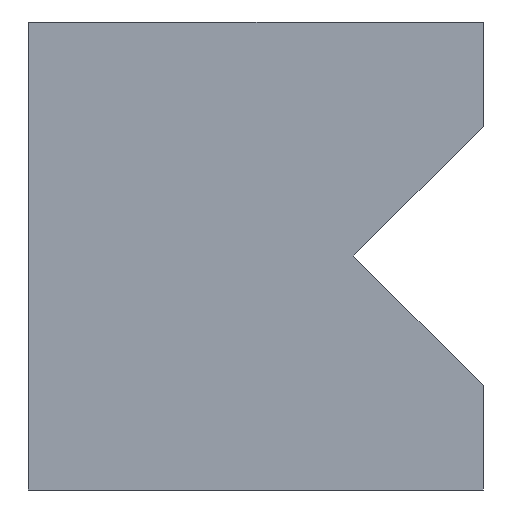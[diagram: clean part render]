
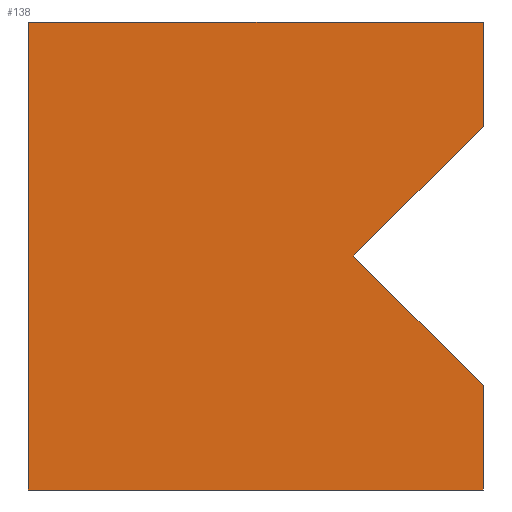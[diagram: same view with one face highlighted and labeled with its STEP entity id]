
A CAD part, left-side view. The second image highlights one B-rep face of the part: STEP entity #138.
In plain terms, the highlighted planar face has unit normal (-1, 0, 0).
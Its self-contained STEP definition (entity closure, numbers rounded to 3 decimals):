
#4 = CARTESIAN_POINT ( 'NONE',  ( -150., 17.5, 18. ) ) ;
#18 = ORIENTED_EDGE ( 'NONE', *, *, #943, .F. ) ;
#23 = VERTEX_POINT ( 'NONE', #4 ) ;
#47 = EDGE_CURVE ( 'NONE', #764, #657, #773, .T. ) ;
#50 = CARTESIAN_POINT ( 'NONE',  ( -150., -17.5, 10. ) ) ;
#60 = ORIENTED_EDGE ( 'NONE', *, *, #47, .F. ) ;
#61 = LINE ( 'NONE', #982, #397 ) ;
#78 = EDGE_CURVE ( 'NONE', #23, #461, #631, .T. ) ;
#91 = CARTESIAN_POINT ( 'NONE',  ( -150., -17.5, 18. ) ) ;
#107 = EDGE_CURVE ( 'NONE', #561, #616, #808, .T. ) ;
#114 = ORIENTED_EDGE ( 'NONE', *, *, #176, .F. ) ;
#120 = EDGE_CURVE ( 'NONE', #657, #561, #935, .T. ) ;
#125 = PLANE ( 'NONE',  #240 ) ;
#138 = ADVANCED_FACE ( 'NONE', ( #254 ), #125, .F. ) ;
#142 = VERTEX_POINT ( 'NONE', #570 ) ;
#171 = DIRECTION ( 'NONE',  ( 0., 0., -1. ) ) ;
#176 = EDGE_CURVE ( 'NONE', #23, #764, #656, .T. ) ;
#240 = AXIS2_PLACEMENT_3D ( 'NONE', #351, #735, #423 ) ;
#254 = FACE_OUTER_BOUND ( 'NONE', #361, .T. ) ;
#267 = CARTESIAN_POINT ( 'NONE',  ( -150., 17.5, -18. ) ) ;
#351 = CARTESIAN_POINT ( 'NONE',  ( -150., 0., 18. ) ) ;
#361 = EDGE_LOOP ( 'NONE', ( #18, #788, #540, #60, #114, #923, #424 ) ) ;
#397 = VECTOR ( 'NONE', #523, 1000. ) ;
#398 = VECTOR ( 'NONE', #710, 1000. ) ;
#403 = CARTESIAN_POINT ( 'NONE',  ( -150., -17.5, 18. ) ) ;
#406 = CARTESIAN_POINT ( 'NONE',  ( -150., -7.5, 0. ) ) ;
#411 = DIRECTION ( 'NONE',  ( 0., 0.707, -0.707 ) ) ;
#423 = DIRECTION ( 'NONE',  ( 0., 0., -1. ) ) ;
#424 = ORIENTED_EDGE ( 'NONE', *, *, #432, .T. ) ;
#432 = EDGE_CURVE ( 'NONE', #461, #142, #869, .T. ) ;
#451 = VECTOR ( 'NONE', #950, 1000. ) ;
#457 = CARTESIAN_POINT ( 'NONE',  ( -150., -17.5, 10. ) ) ;
#461 = VERTEX_POINT ( 'NONE', #267 ) ;
#512 = CARTESIAN_POINT ( 'NONE',  ( -150., -7.5, 0. ) ) ;
#523 = DIRECTION ( 'NONE',  ( 0., 0., -1. ) ) ;
#540 = ORIENTED_EDGE ( 'NONE', *, *, #120, .F. ) ;
#551 = VECTOR ( 'NONE', #171, 1000. ) ;
#561 = VERTEX_POINT ( 'NONE', #512 ) ;
#570 = CARTESIAN_POINT ( 'NONE',  ( -150., -17.5, -18. ) ) ;
#616 = VERTEX_POINT ( 'NONE', #668 ) ;
#631 = LINE ( 'NONE', #853, #551 ) ;
#634 = VECTOR ( 'NONE', #411, 1000. ) ;
#647 = VECTOR ( 'NONE', #945, 1000. ) ;
#656 = LINE ( 'NONE', #938, #879 ) ;
#657 = VERTEX_POINT ( 'NONE', #457 ) ;
#660 = CARTESIAN_POINT ( 'NONE',  ( -150., 0., -18. ) ) ;
#668 = CARTESIAN_POINT ( 'NONE',  ( -150., -17.5, -10. ) ) ;
#710 = DIRECTION ( 'NONE',  ( 0., 0., -1. ) ) ;
#735 = DIRECTION ( 'NONE',  ( 1., 0., 0. ) ) ;
#764 = VERTEX_POINT ( 'NONE', #403 ) ;
#773 = LINE ( 'NONE', #91, #398 ) ;
#788 = ORIENTED_EDGE ( 'NONE', *, *, #107, .F. ) ;
#808 = LINE ( 'NONE', #406, #451 ) ;
#853 = CARTESIAN_POINT ( 'NONE',  ( -150., 17.5, 18. ) ) ;
#865 = DIRECTION ( 'NONE',  ( 0., -1., 0. ) ) ;
#869 = LINE ( 'NONE', #660, #647 ) ;
#879 = VECTOR ( 'NONE', #865, 1000. ) ;
#923 = ORIENTED_EDGE ( 'NONE', *, *, #78, .T. ) ;
#935 = LINE ( 'NONE', #50, #634 ) ;
#938 = CARTESIAN_POINT ( 'NONE',  ( -150., 0., 18. ) ) ;
#943 = EDGE_CURVE ( 'NONE', #616, #142, #61, .T. ) ;
#945 = DIRECTION ( 'NONE',  ( 0., -1., 0. ) ) ;
#950 = DIRECTION ( 'NONE',  ( 0., -0.707, -0.707 ) ) ;
#982 = CARTESIAN_POINT ( 'NONE',  ( -150., -17.5, 18. ) ) ;
